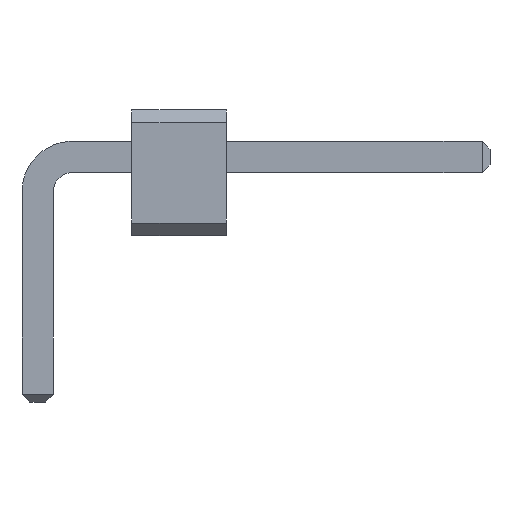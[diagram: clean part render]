
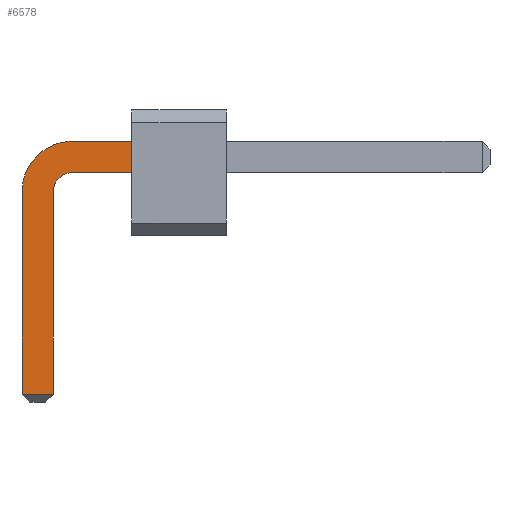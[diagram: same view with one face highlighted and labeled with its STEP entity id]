
A CAD part, front view. The second image highlights one B-rep face of the part: STEP entity #6578.
In plain terms, the highlighted planar face has unit normal (0, -1, 0).
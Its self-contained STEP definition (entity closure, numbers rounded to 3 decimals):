
#2338 = VERTEX_POINT('',#2339);
#2339 = CARTESIAN_POINT('',(1.5,-30.25,0.75));
#2354 = VERTEX_POINT('',#2355);
#2355 = CARTESIAN_POINT('',(1.5,-30.25,1.25));
#2361 = EDGE_CURVE('',#2354,#2338,#2362,.T.);
#2362 = LINE('',#2363,#2364);
#2363 = CARTESIAN_POINT('',(1.5,-30.25,0.499));
#2364 = VECTOR('',#2365,1.);
#2365 = DIRECTION('',(0.,0.,-1.));
#6560 = EDGE_CURVE('',#2338,#6561,#6563,.T.);
#6561 = VERTEX_POINT('',#6562);
#6562 = CARTESIAN_POINT('',(0.5,-30.25,0.75));
#6563 = LINE('',#6564,#6565);
#6564 = CARTESIAN_POINT('',(7.2,-30.25,0.75));
#6565 = VECTOR('',#6566,1.);
#6566 = DIRECTION('',(-1.,0.,0.));
#6578 = ADVANCED_FACE('',(#6579),#6631,.F.);
#6579 = FACE_BOUND('',#6580,.F.);
#6580 = EDGE_LOOP('',(#6581,#6582,#6583,#6592,#6600,#6608,#6616,#6625));
#6581 = ORIENTED_EDGE('',*,*,#2361,.T.);
#6582 = ORIENTED_EDGE('',*,*,#6560,.T.);
#6583 = ORIENTED_EDGE('',*,*,#6584,.T.);
#6584 = EDGE_CURVE('',#6561,#6585,#6587,.T.);
#6585 = VERTEX_POINT('',#6586);
#6586 = CARTESIAN_POINT('',(0.25,-30.25,0.5));
#6587 = CIRCLE('',#6588,0.324);
#6588 = AXIS2_PLACEMENT_3D('',#6589,#6590,#6591);
#6589 = CARTESIAN_POINT('',(0.567,-30.25,0.433));
#6590 = DIRECTION('',(0.,-1.,0.));
#6591 = DIRECTION('',(-0.207,0.,0.978)
);
#6592 = ORIENTED_EDGE('',*,*,#6593,.T.);
#6593 = EDGE_CURVE('',#6585,#6594,#6596,.T.);
#6594 = VERTEX_POINT('',#6595);
#6595 = CARTESIAN_POINT('',(0.25,-30.25,-2.775));
#6596 = LINE('',#6597,#6598);
#6597 = CARTESIAN_POINT('',(0.25,-30.25,0.5));
#6598 = VECTOR('',#6599,1.);
#6599 = DIRECTION('',(0.,0.,-1.));
#6600 = ORIENTED_EDGE('',*,*,#6601,.T.);
#6601 = EDGE_CURVE('',#6594,#6602,#6604,.T.);
#6602 = VERTEX_POINT('',#6603);
#6603 = CARTESIAN_POINT('',(-0.25,-30.25,-2.775));
#6604 = LINE('',#6605,#6606);
#6605 = CARTESIAN_POINT('',(0.25,-30.25,-2.775));
#6606 = VECTOR('',#6607,1.);
#6607 = DIRECTION('',(-1.,0.,0.));
#6608 = ORIENTED_EDGE('',*,*,#6609,.T.);
#6609 = EDGE_CURVE('',#6602,#6610,#6612,.T.);
#6610 = VERTEX_POINT('',#6611);
#6611 = CARTESIAN_POINT('',(-0.25,-30.25,0.5));
#6612 = LINE('',#6613,#6614);
#6613 = CARTESIAN_POINT('',(-0.25,-30.25,-2.9));
#6614 = VECTOR('',#6615,1.);
#6615 = DIRECTION('',(0.,0.,1.));
#6616 = ORIENTED_EDGE('',*,*,#6617,.T.);
#6617 = EDGE_CURVE('',#6610,#6618,#6620,.T.);
#6618 = VERTEX_POINT('',#6619);
#6619 = CARTESIAN_POINT('',(0.5,-30.25,1.25));
#6620 = CIRCLE('',#6621,0.808);
#6621 = AXIS2_PLACEMENT_3D('',#6622,#6623,#6624);
#6622 = CARTESIAN_POINT('',(0.556,-30.25,0.444));
#6623 = DIRECTION('',(0.,1.,0.));
#6624 = DIRECTION('',(-0.998,0.,
0.069));
#6625 = ORIENTED_EDGE('',*,*,#6626,.T.);
#6626 = EDGE_CURVE('',#6618,#2354,#6627,.T.);
#6627 = LINE('',#6628,#6629);
#6628 = CARTESIAN_POINT('',(0.5,-30.25,1.25));
#6629 = VECTOR('',#6630,1.);
#6630 = DIRECTION('',(1.,0.,0.));
#6631 = PLANE('',#6632);
#6632 = AXIS2_PLACEMENT_3D('',#6633,#6634,#6635);
#6633 = CARTESIAN_POINT('',(2.437,-30.25,0.248));
#6634 = DIRECTION('',(0.,1.,-0.));
#6635 = DIRECTION('',(0.,0.,-1.));
